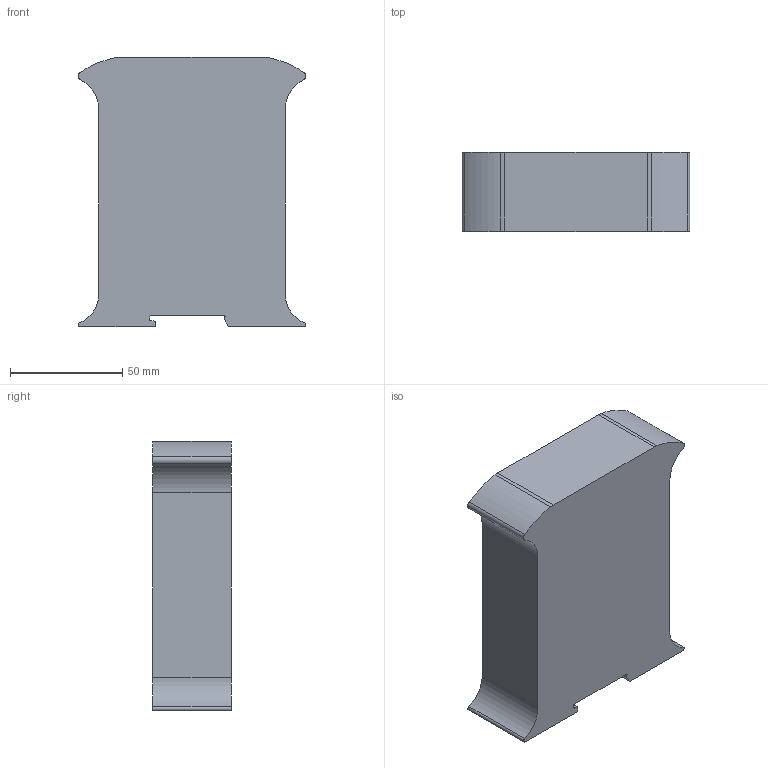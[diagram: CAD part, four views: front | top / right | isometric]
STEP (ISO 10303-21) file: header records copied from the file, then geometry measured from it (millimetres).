
FILE_DESCRIPTION((''),'2;1');
FILE_NAME('ADSR0_3D_ASM','2012-12-18T',('dandrea'),('REER'),'PRO/ENGINEER BY PARAMETRIC TECHNOLOGY CORPORATION, 2010180','PRO/ENGINEER BY PARAMETRIC TECHNOLOGY CORPORATION, 2010180','');
FILE_SCHEMA(('CONFIG_CONTROL_DESIGN'));
Length unit declared in the file: millimetre
Products named in the file (2): ADSR0_3D-3DSOLID_1511; ADSR0_3D_ASM
Assembly tree (1 placements, depth 2):
  ADSR0_3D_ASM
    ADSR0_3D-3DSOLID_1511
Bounding box: 101.14 x 35 x 120 mm (x, y, z)
Volume: 350939.8 mm3; surface area: 36032.8 mm2
Topology: 1 solids, 1 shells, 32 faces, 128 edges, 98 vertices
Faces by surface type: cylinder 19, plane 13
Entity records: 1499 total; most frequent: DIRECTION 274, CARTESIAN_POINT 261, ORIENTED_EDGE 256, EDGE_CURVE 128, AXIS2_PLACEMENT_3D 111, VERTEX_POINT 98, CIRCLE 76, VECTOR 52
